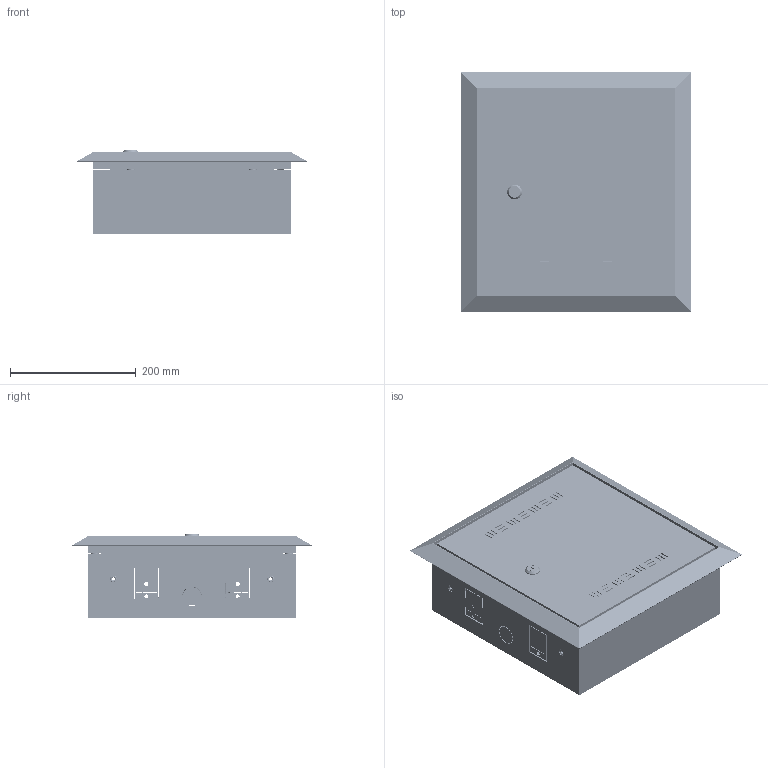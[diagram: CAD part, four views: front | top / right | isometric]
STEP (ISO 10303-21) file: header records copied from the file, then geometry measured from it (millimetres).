
FILE_DESCRIPTION (( 'STEP AP214' ), '1' );
FILE_NAME ('TI5-51-V-012-30 TITAN 5 Êîðïóñ ìóëüòèìåäèà ÙÐâ-12 (1õ12) áåëûé IEK.STEP', '2024-12-06T13:11:51', ( '' ), ( '' ), 'SwSTEP 2.0', 'SolidWorks 2022', '' );
FILE_SCHEMA (( 'AUTOMOTIVE_DESIGN' ));
Length unit declared in the file: millimetre
Products named in the file (1): TI5-51-V-012-30 TITAN 5 Корпус мультимедиа ЩРв-12 (1х12) белый IEK
Bounding box: 365.36 x 380.7 x 134.7 mm (x, y, z)
Volume: 822493.3 mm3; surface area: 1427516 mm2
Topology: 36 solids, 42 shells, 7101 faces, 19415 edges, 12544 vertices
Faces by surface type: plane 3409, cylinder 2392, cone 524, bspline 463, torus 268, sphere 45
Entity records: 346123 total; most frequent: CARTESIAN_POINT 86158, ORIENTED_EDGE 38790, DIRECTION 36199, EDGE_CURVE 19395, AXIS2_PLACEMENT_3D 12638, VERTEX_POINT 12544, VECTOR 10923, LINE 10923
